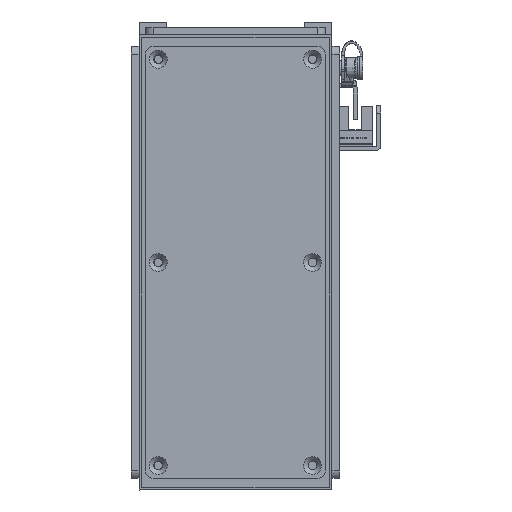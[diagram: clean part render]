
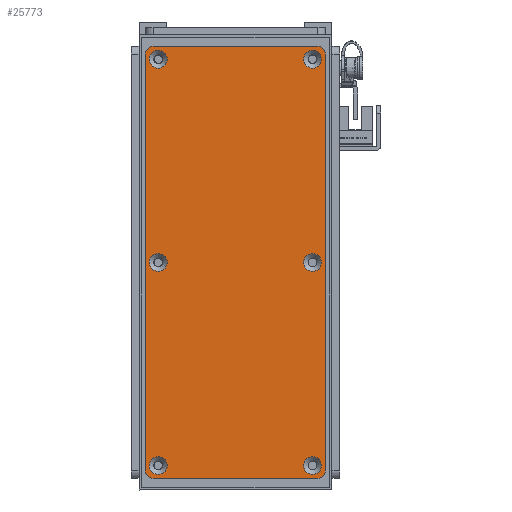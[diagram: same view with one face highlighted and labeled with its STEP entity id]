
A CAD part, left-side view. The second image highlights one B-rep face of the part: STEP entity #25773.
In plain terms, the highlighted face is planar.
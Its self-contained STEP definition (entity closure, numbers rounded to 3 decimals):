
#1074=FACE_BOUND('',#5455,.T.);
#1075=FACE_BOUND('',#5456,.T.);
#1076=FACE_BOUND('',#5457,.T.);
#1077=FACE_BOUND('',#5458,.T.);
#1078=FACE_BOUND('',#5459,.T.);
#1079=FACE_BOUND('',#5460,.T.);
#1734=PLANE('',#28910);
#3665=FACE_OUTER_BOUND('',#5454,.T.);
#5454=EDGE_LOOP('',(#24111,#24112,#24113,#24114,#24115,#24116,#24117,#24118));
#5455=EDGE_LOOP('',(#24119));
#5456=EDGE_LOOP('',(#24120));
#5457=EDGE_LOOP('',(#24121));
#5458=EDGE_LOOP('',(#24122));
#5459=EDGE_LOOP('',(#24123));
#5460=EDGE_LOOP('',(#24124));
#7601=LINE('',#45050,#9743);
#7604=LINE('',#45058,#9746);
#7607=LINE('',#45066,#9749);
#7610=LINE('',#45073,#9752);
#9743=VECTOR('',#36402,10.);
#9746=VECTOR('',#36411,10.);
#9749=VECTOR('',#36420,10.);
#9752=VECTOR('',#36429,10.);
#11038=CIRCLE('',#28864,3.45);
#11041=CIRCLE('',#28869,3.45);
#11044=CIRCLE('',#28874,3.45);
#11047=CIRCLE('',#28879,3.45);
#11050=CIRCLE('',#28884,3.45);
#11053=CIRCLE('',#28889,3.45);
#11060=CIRCLE('',#28899,3.);
#11061=CIRCLE('',#28902,3.);
#11062=CIRCLE('',#28905,3.);
#11063=CIRCLE('',#28908,3.);
#13410=VERTEX_POINT('',#44966);
#13413=VERTEX_POINT('',#44976);
#13416=VERTEX_POINT('',#44986);
#13419=VERTEX_POINT('',#44996);
#13422=VERTEX_POINT('',#45006);
#13425=VERTEX_POINT('',#45016);
#13436=VERTEX_POINT('',#45043);
#13437=VERTEX_POINT('',#45045);
#13438=VERTEX_POINT('',#45049);
#13439=VERTEX_POINT('',#45053);
#13440=VERTEX_POINT('',#45057);
#13441=VERTEX_POINT('',#45061);
#13442=VERTEX_POINT('',#45065);
#13443=VERTEX_POINT('',#45069);
#16959=EDGE_CURVE('',#13410,#13410,#11038,.T.);
#16964=EDGE_CURVE('',#13413,#13413,#11041,.T.);
#16969=EDGE_CURVE('',#13416,#13416,#11044,.T.);
#16974=EDGE_CURVE('',#13419,#13419,#11047,.T.);
#16979=EDGE_CURVE('',#13422,#13422,#11050,.T.);
#16984=EDGE_CURVE('',#13425,#13425,#11053,.T.);
#16998=EDGE_CURVE('',#13437,#13436,#11060,.T.);
#17000=EDGE_CURVE('',#13438,#13437,#7601,.T.);
#17002=EDGE_CURVE('',#13439,#13438,#11061,.T.);
#17004=EDGE_CURVE('',#13440,#13439,#7604,.T.);
#17006=EDGE_CURVE('',#13441,#13440,#11062,.T.);
#17008=EDGE_CURVE('',#13442,#13441,#7607,.T.);
#17010=EDGE_CURVE('',#13443,#13442,#11063,.T.);
#17012=EDGE_CURVE('',#13436,#13443,#7610,.T.);
#24111=ORIENTED_EDGE('',*,*,#17012,.T.);
#24112=ORIENTED_EDGE('',*,*,#17010,.T.);
#24113=ORIENTED_EDGE('',*,*,#17008,.T.);
#24114=ORIENTED_EDGE('',*,*,#17006,.T.);
#24115=ORIENTED_EDGE('',*,*,#17004,.T.);
#24116=ORIENTED_EDGE('',*,*,#17002,.T.);
#24117=ORIENTED_EDGE('',*,*,#17000,.T.);
#24118=ORIENTED_EDGE('',*,*,#16998,.T.);
#24119=ORIENTED_EDGE('',*,*,#16959,.T.);
#24120=ORIENTED_EDGE('',*,*,#16964,.T.);
#24121=ORIENTED_EDGE('',*,*,#16969,.T.);
#24122=ORIENTED_EDGE('',*,*,#16974,.T.);
#24123=ORIENTED_EDGE('',*,*,#16979,.T.);
#24124=ORIENTED_EDGE('',*,*,#16984,.T.);
#25773=ADVANCED_FACE('',(#3665,#1074,#1075,#1076,#1077,#1078,#1079),#1734,
 .T.);
#28864=AXIS2_PLACEMENT_3D('',#44967,#36310,#36311);
#28869=AXIS2_PLACEMENT_3D('',#44977,#36322,#36323);
#28874=AXIS2_PLACEMENT_3D('',#44987,#36334,#36335);
#28879=AXIS2_PLACEMENT_3D('',#44997,#36346,#36347);
#28884=AXIS2_PLACEMENT_3D('',#45007,#36358,#36359);
#28889=AXIS2_PLACEMENT_3D('',#45017,#36370,#36371);
#28899=AXIS2_PLACEMENT_3D('',#45046,#36397,#36398);
#28902=AXIS2_PLACEMENT_3D('',#45054,#36406,#36407);
#28905=AXIS2_PLACEMENT_3D('',#45062,#36415,#36416);
#28908=AXIS2_PLACEMENT_3D('',#45070,#36424,#36425);
#28910=AXIS2_PLACEMENT_3D('',#45074,#36430,#36431);
#36310=DIRECTION('center_axis',(0.,0.,-1.));
#36311=DIRECTION('ref_axis',(1.,0.,0.));
#36322=DIRECTION('center_axis',(0.,0.,-1.));
#36323=DIRECTION('ref_axis',(1.,0.,0.));
#36334=DIRECTION('center_axis',(0.,0.,-1.));
#36335=DIRECTION('ref_axis',(1.,0.,0.));
#36346=DIRECTION('center_axis',(0.,0.,-1.));
#36347=DIRECTION('ref_axis',(1.,0.,0.));
#36358=DIRECTION('center_axis',(0.,0.,-1.));
#36359=DIRECTION('ref_axis',(1.,0.,0.));
#36370=DIRECTION('center_axis',(0.,0.,-1.));
#36371=DIRECTION('ref_axis',(1.,0.,0.));
#36397=DIRECTION('center_axis',(0.,0.,1.));
#36398=DIRECTION('ref_axis',(-1.,0.,0.));
#36402=DIRECTION('',(0.,1.,0.));
#36406=DIRECTION('center_axis',(0.,0.,1.));
#36407=DIRECTION('ref_axis',(0.,1.,0.));
#36411=DIRECTION('',(1.,0.,0.));
#36415=DIRECTION('center_axis',(0.,0.,1.));
#36416=DIRECTION('ref_axis',(1.,0.,0.));
#36420=DIRECTION('',(0.,-1.,0.));
#36424=DIRECTION('center_axis',(0.,0.,1.));
#36425=DIRECTION('ref_axis',(0.,-1.,0.));
#36429=DIRECTION('',(-1.,0.,0.));
#36430=DIRECTION('center_axis',(0.,0.,1.));
#36431=DIRECTION('ref_axis',(1.,0.,0.));
#44966=CARTESIAN_POINT('',(-3.45,30.,1.5));
#44967=CARTESIAN_POINT('Origin',(0.,30.,1.5));
#44976=CARTESIAN_POINT('',(75.55,-30.,1.5));
#44977=CARTESIAN_POINT('Origin',(79.,-30.,1.5));
#44986=CARTESIAN_POINT('',(-82.45,30.,1.5));
#44987=CARTESIAN_POINT('Origin',(-79.,30.,1.5));
#44996=CARTESIAN_POINT('',(75.55,30.,1.5));
#44997=CARTESIAN_POINT('Origin',(79.,30.,1.5));
#45006=CARTESIAN_POINT('',(-82.45,-30.,1.5));
#45007=CARTESIAN_POINT('Origin',(-79.,-30.,1.5));
#45016=CARTESIAN_POINT('',(-3.45,-30.,1.5));
#45017=CARTESIAN_POINT('Origin',(0.,-30.,1.5));
#45043=CARTESIAN_POINT('',(81.,35.,1.5));
#45045=CARTESIAN_POINT('',(84.,32.,1.5));
#45046=CARTESIAN_POINT('Origin',(81.,32.,1.5));
#45049=CARTESIAN_POINT('',(84.,-32.,1.5));
#45050=CARTESIAN_POINT('',(84.,32.,1.5));
#45053=CARTESIAN_POINT('',(81.,-35.,1.5));
#45054=CARTESIAN_POINT('Origin',(81.,-32.,1.5));
#45057=CARTESIAN_POINT('',(-81.,-35.,1.5));
#45058=CARTESIAN_POINT('',(81.,-35.,1.5));
#45061=CARTESIAN_POINT('',(-84.,-32.,1.5));
#45062=CARTESIAN_POINT('Origin',(-81.,-32.,1.5));
#45065=CARTESIAN_POINT('',(-84.,32.,1.5));
#45066=CARTESIAN_POINT('',(-84.,-32.,1.5));
#45069=CARTESIAN_POINT('',(-81.,35.,1.5));
#45070=CARTESIAN_POINT('Origin',(-81.,32.,1.5));
#45073=CARTESIAN_POINT('',(-81.,35.,1.5));
#45074=CARTESIAN_POINT('Origin',(0.,0.,
1.5));
